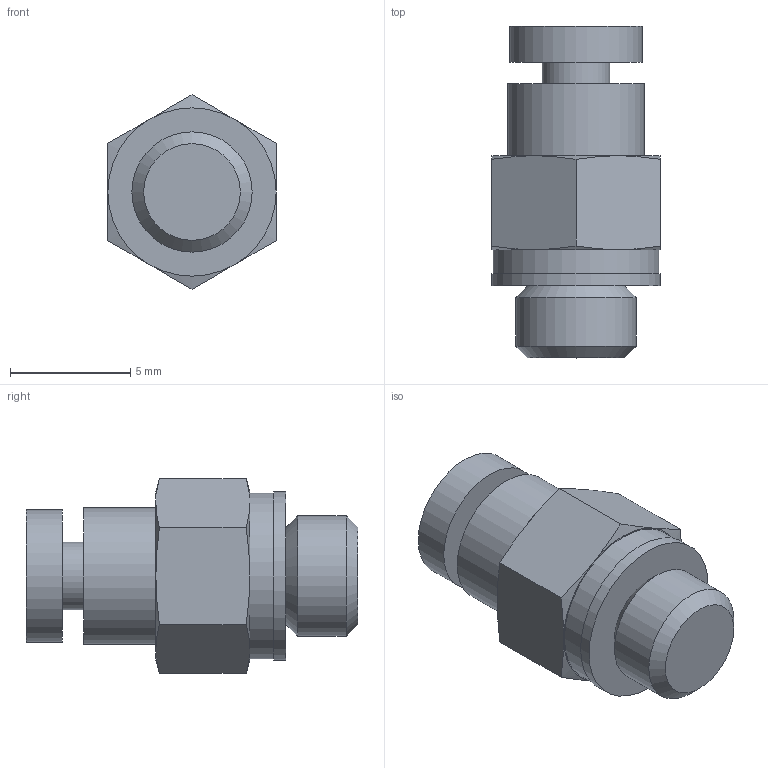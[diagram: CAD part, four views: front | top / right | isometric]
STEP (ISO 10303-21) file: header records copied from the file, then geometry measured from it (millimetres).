
FILE_DESCRIPTION( ( 'STEP AP214' ), '1' );
FILE_NAME( 'KQ2H02-M5N.stp', '2020-05-19T14:25:03', ( 'License CC BY-ND 4.0' ), ( 'CADENAS' ), ' ', 'PARTsolutions', ' ' );
FILE_SCHEMA( ( 'AUTOMOTIVE_DESIGN { 1 0 10303 214 1 1 1 1 }' ) );
Length unit declared in the file: millimetre
Products named in the file (1): _KQ2H02-M5N
Bounding box: 7 x 13.8 x 8.08 mm (x, y, z)
Volume: 357.5 mm3; surface area: 461.1 mm2
Topology: 1 solids, 1 shells, 36 faces, 67 edges, 40 vertices
Faces by surface type: plane 15, cone 14, cylinder 7
Full cylindrical faces by diameter (mm): 2 x1, 2.8 x1, 5 x1, 5.5 x1, 5.7 x1, 6.9 x1, 7 x1
Entity records: 1170 total; most frequent: CARTESIAN_POINT 207, DIRECTION 136, ORIENTED_EDGE 116, AXIS2_PLACEMENT_3D 65, EDGE_CURVE 58, EDGE_LOOP 52, FACE_OUTER_BOUND 43, VERTEX_POINT 40
